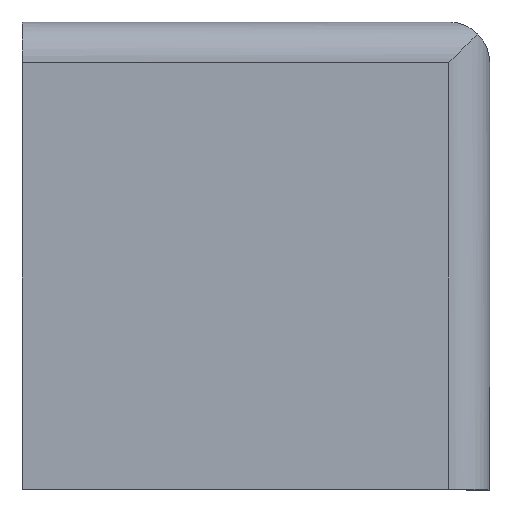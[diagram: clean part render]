
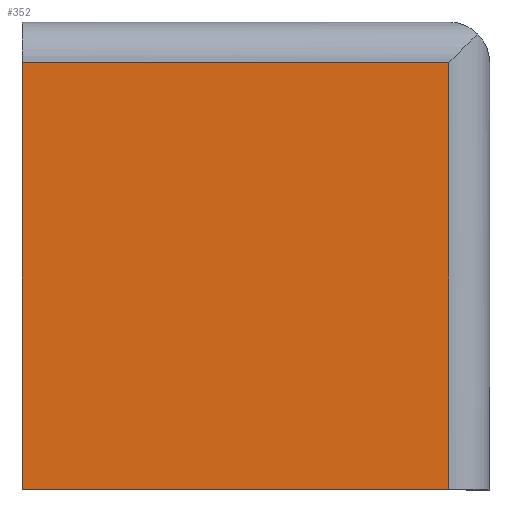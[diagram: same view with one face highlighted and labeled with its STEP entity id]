
A CAD part, top view. The second image highlights one B-rep face of the part: STEP entity #352.
In plain terms, the highlighted planar face has unit normal (0, 0, 1).
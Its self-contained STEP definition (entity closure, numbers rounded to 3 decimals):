
#37 = LINE ( 'NONE', #310, #272 ) ;
#49 = EDGE_CURVE ( 'NONE', #650, #405, #136, .T. ) ;
#62 = ORIENTED_EDGE ( 'NONE', *, *, #527, .T. ) ;
#85 = ORIENTED_EDGE ( 'NONE', *, *, #687, .F. ) ;
#136 = LINE ( 'NONE', #699, #750 ) ;
#171 = CARTESIAN_POINT ( 'NONE',  ( 40., 0., 40. ) ) ;
#217 = LINE ( 'NONE', #420, #823 ) ;
#220 = FACE_OUTER_BOUND ( 'NONE', #784, .T. ) ;
#234 = VERTEX_POINT ( 'NONE', #258 ) ;
#256 = ORIENTED_EDGE ( 'NONE', *, *, #454, .T. ) ;
#258 = CARTESIAN_POINT ( 'NONE',  ( 0., 36.5, 40. ) ) ;
#272 = VECTOR ( 'NONE', #511, 1000. ) ;
#310 = CARTESIAN_POINT ( 'NONE',  ( 0., 0., 40. ) ) ;
#335 = CARTESIAN_POINT ( 'NONE',  ( 36.5, 36.5, 40. ) ) ;
#345 = AXIS2_PLACEMENT_3D ( 'NONE', #630, #759, #422 ) ;
#352 = ADVANCED_FACE ( 'NONE', ( #220 ), #690, .F. ) ;
#405 = VERTEX_POINT ( 'NONE', #890 ) ;
#420 = CARTESIAN_POINT ( 'NONE',  ( 40., 36.5, 40. ) ) ;
#422 = DIRECTION ( 'NONE',  ( 0., 1., 0. ) ) ;
#454 = EDGE_CURVE ( 'NONE', #234, #776, #37, .T. ) ;
#511 = DIRECTION ( 'NONE',  ( 0., -1., 0. ) ) ;
#527 = EDGE_CURVE ( 'NONE', #776, #405, #798, .T. ) ;
#538 = VECTOR ( 'NONE', #642, 1000. ) ;
#546 = CARTESIAN_POINT ( 'NONE',  ( 0., 0., 40. ) ) ;
#551 = ORIENTED_EDGE ( 'NONE', *, *, #49, .F. ) ;
#561 = DIRECTION ( 'NONE',  ( 0., -1., 0. ) ) ;
#630 = CARTESIAN_POINT ( 'NONE',  ( 40., 40., 40. ) ) ;
#642 = DIRECTION ( 'NONE',  ( 1., 0., 0. ) ) ;
#650 = VERTEX_POINT ( 'NONE', #335 ) ;
#687 = EDGE_CURVE ( 'NONE', #234, #650, #217, .T. ) ;
#690 = PLANE ( 'NONE',  #345 ) ;
#699 = CARTESIAN_POINT ( 'NONE',  ( 36.5, 0., 40. ) ) ;
#750 = VECTOR ( 'NONE', #561, 1000. ) ;
#759 = DIRECTION ( 'NONE',  ( 0., 0., -1. ) ) ;
#776 = VERTEX_POINT ( 'NONE', #546 ) ;
#784 = EDGE_LOOP ( 'NONE', ( #256, #62, #551, #85 ) ) ;
#798 = LINE ( 'NONE', #171, #538 ) ;
#823 = VECTOR ( 'NONE', #842, 1000. ) ;
#842 = DIRECTION ( 'NONE',  ( 1., 0., 0. ) ) ;
#890 = CARTESIAN_POINT ( 'NONE',  ( 36.5, 0., 40. ) ) ;
